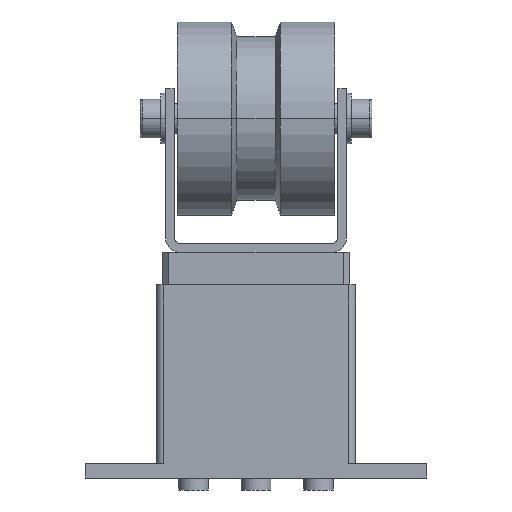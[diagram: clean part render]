
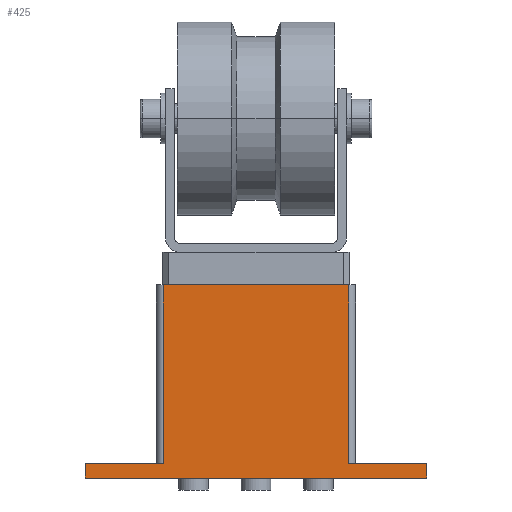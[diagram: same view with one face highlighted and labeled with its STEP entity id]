
A CAD part, left-side view. The second image highlights one B-rep face of the part: STEP entity #425.
In plain terms, the highlighted planar face has unit normal (-1, 0, 0).
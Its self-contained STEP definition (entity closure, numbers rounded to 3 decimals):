
#425=ADVANCED_FACE('',(#1006),#1007,.T.);
#1006=FACE_OUTER_BOUND('',#1770,.T.);
#1007=PLANE('',#1771);
#1770=EDGE_LOOP('',(#2869,#2870,#2871,#2872,#2873,#2874,#2875,#2876));
#1771=AXIS2_PLACEMENT_3D('',#2877,#2878,#2879);
#2869=ORIENTED_EDGE('',*,*,#4461,.T.);
#2870=ORIENTED_EDGE('',*,*,#4444,.T.);
#2871=ORIENTED_EDGE('',*,*,#4453,.T.);
#2872=ORIENTED_EDGE('',*,*,#4441,.F.);
#2873=ORIENTED_EDGE('',*,*,#4468,.T.);
#2874=ORIENTED_EDGE('',*,*,#4476,.F.);
#2875=ORIENTED_EDGE('',*,*,#4478,.T.);
#2876=ORIENTED_EDGE('',*,*,#4479,.T.);
#2877=CARTESIAN_POINT('',(-17.5,0.0,0.0));
#2878=DIRECTION('',(-1.0,0.0,0.0));
#2879=DIRECTION('',(0.0,-1.0,0.0));
#4441=EDGE_CURVE('',#5296,#5294,#5298,.T.);
#4444=EDGE_CURVE('',#5302,#5300,#5303,.T.);
#4453=EDGE_CURVE('',#5300,#5294,#5315,.T.);
#4461=EDGE_CURVE('',#5324,#5302,#5325,.T.);
#4468=EDGE_CURVE('',#5296,#5333,#5335,.T.);
#4476=EDGE_CURVE('',#5343,#5333,#5345,.T.);
#4478=EDGE_CURVE('',#5343,#5347,#5348,.T.);
#4479=EDGE_CURVE('',#5347,#5324,#5349,.T.);
#5294=VERTEX_POINT('',#6439);
#5296=VERTEX_POINT('',#6441);
#5298=LINE('',#6443,#6444);
#5300=VERTEX_POINT('',#6446);
#5302=VERTEX_POINT('',#6448);
#5303=LINE('',#6449,#6450);
#5315=LINE('',#6464,#6465);
#5324=VERTEX_POINT('',#6475);
#5325=LINE('',#6476,#6477);
#5333=VERTEX_POINT('',#6488);
#5335=LINE('',#6491,#6492);
#5343=VERTEX_POINT('',#6501);
#5345=LINE('',#6504,#6505);
#5347=VERTEX_POINT('',#6507);
#5348=LINE('',#6508,#6509);
#5349=LINE('',#6510,#6511);
#6439=CARTESIAN_POINT('',(-17.5,31.2,65.0));
#6441=CARTESIAN_POINT('',(-17.5,31.2,5.0));
#6443=CARTESIAN_POINT('',(-17.5,31.2,5.0));
#6444=VECTOR('',#7767,1.0);
#6446=CARTESIAN_POINT('',(-17.5,-31.2,65.0));
#6448=CARTESIAN_POINT('',(-17.5,-31.2,5.0));
#6449=CARTESIAN_POINT('',(-17.5,-31.2,5.0));
#6450=VECTOR('',#7771,1.0);
#6464=CARTESIAN_POINT('',(-17.5,31.2,65.0));
#6465=VECTOR('',#7786,1.0);
#6475=CARTESIAN_POINT('',(-17.5,-57.5,5.0));
#6476=CARTESIAN_POINT('',(-17.5,57.5,5.0));
#6477=VECTOR('',#7797,1.0);
#6488=CARTESIAN_POINT('',(-17.5,57.5,5.0));
#6491=CARTESIAN_POINT('',(-17.5,57.5,5.0));
#6492=VECTOR('',#7805,1.0);
#6501=CARTESIAN_POINT('',(-17.5,57.5,0.0));
#6504=CARTESIAN_POINT('',(-17.5,57.5,0.0));
#6505=VECTOR('',#7814,1.0);
#6507=CARTESIAN_POINT('',(-17.5,-57.5,0.0));
#6508=CARTESIAN_POINT('',(-17.5,57.5,0.0));
#6509=VECTOR('',#7815,1.0);
#6510=CARTESIAN_POINT('',(-17.5,-57.5,0.0));
#6511=VECTOR('',#7816,1.0);
#7767=DIRECTION('',(0.0,0.0,1.0));
#7771=DIRECTION('',(0.0,0.0,1.0));
#7786=DIRECTION('',(0.0,1.0,0.0));
#7797=DIRECTION('',(0.0,1.0,0.0));
#7805=DIRECTION('',(0.0,1.0,0.0));
#7814=DIRECTION('',(0.0,0.0,1.0));
#7815=DIRECTION('',(0.0,-1.0,0.0));
#7816=DIRECTION('',(0.0,0.0,1.0));
